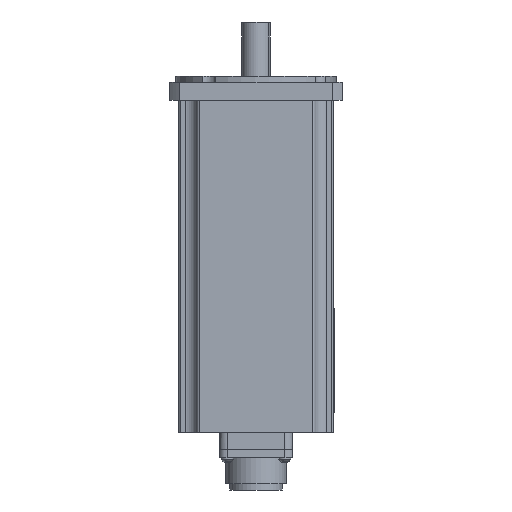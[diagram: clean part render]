
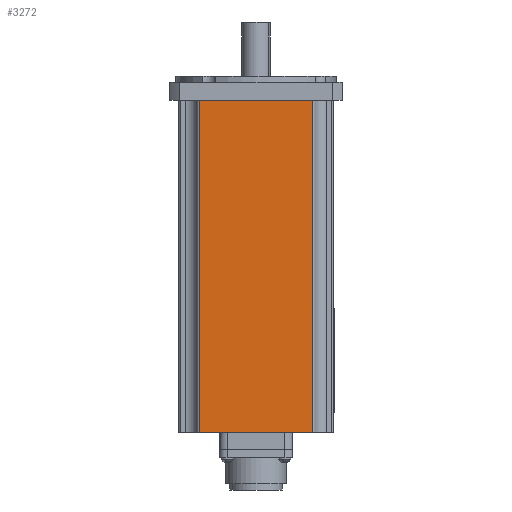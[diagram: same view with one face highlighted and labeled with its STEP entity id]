
A CAD part, front view. The second image highlights one B-rep face of the part: STEP entity #3272.
In plain terms, the highlighted planar face has unit normal (0, -1, 0).
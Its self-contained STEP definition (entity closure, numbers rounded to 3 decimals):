
#3266 = VERTEX_POINT ( 'NONE', #9675 ) ;
#3268 = EDGE_CURVE ( 'NONE', #3269, #3266, #9674, .T. ) ;
#3269 = VERTEX_POINT ( 'NONE', #9670 ) ;
#3272 = ADVANCED_FACE ( 'NONE', ( #9664 ), #9663, .T. ) ;
#3273 = EDGE_LOOP ( 'NONE', ( #3274, #3275, #3278, #3295 ) ) ;
#3274 = ORIENTED_EDGE ( 'NONE', *, *, #3268, .T. ) ;
#3275 = ORIENTED_EDGE ( 'NONE', *, *, #3276, .T. ) ;
#3276 = EDGE_CURVE ( 'NONE', #3266, #3277, #9658, .T. ) ;
#3277 = VERTEX_POINT ( 'NONE', #9654 ) ;
#3278 = ORIENTED_EDGE ( 'NONE', *, *, #3279, .T. ) ;
#3279 = EDGE_CURVE ( 'NONE', #3277, #3280, #9653, .T. ) ;
#3280 = VERTEX_POINT ( 'NONE', #9714 ) ;
#3295 = ORIENTED_EDGE ( 'NONE', *, *, #3296, .T. ) ;
#3296 = EDGE_CURVE ( 'NONE', #3280, #3269, #9689, .T. ) ;
#9653 = LINE ( 'NONE', #9717, #9716 ) ;
#9654 = CARTESIAN_POINT ( 'NONE',  ( 28.355, -38.5, -167. ) ) ;
#9655 = DIRECTION ( 'NONE',  ( 1., 0., 0. ) ) ;
#9656 = VECTOR ( 'NONE', #9655, 1000. ) ;
#9657 = CARTESIAN_POINT ( 'NONE',  ( -29.355, -38.5, -167. ) ) ;
#9658 = LINE ( 'NONE', #9657, #9656 ) ;
#9659 = DIRECTION ( 'NONE',  ( 1., 0., 0. ) ) ;
#9660 = DIRECTION ( 'NONE',  ( 0., -1., 0. ) ) ;
#9661 = CARTESIAN_POINT ( 'NONE',  ( -29.355, -38.5, -168. ) ) ;
#9662 = AXIS2_PLACEMENT_3D ( 'NONE', #9661, #9660, #9659 ) ;
#9663 = PLANE ( 'NONE',  #9662 ) ;
#9664 = FACE_OUTER_BOUND ( 'NONE', #3273, .T. ) ;
#9670 = CARTESIAN_POINT ( 'NONE',  ( -28.355, -38.5, -1. ) ) ;
#9671 = DIRECTION ( 'NONE',  ( 0., 0., -1. ) ) ;
#9672 = VECTOR ( 'NONE', #9671, 1000. ) ;
#9673 = CARTESIAN_POINT ( 'NONE',  ( -28.355, -38.5, -168. ) ) ;
#9674 = LINE ( 'NONE', #9673, #9672 ) ;
#9675 = CARTESIAN_POINT ( 'NONE',  ( -28.355, -38.5, -167. ) ) ;
#9686 = DIRECTION ( 'NONE',  ( -1., 0., 0. ) ) ;
#9687 = VECTOR ( 'NONE', #9686, 1000. ) ;
#9688 = CARTESIAN_POINT ( 'NONE',  ( -29.355, -38.5, -1. ) ) ;
#9689 = LINE ( 'NONE', #9688, #9687 ) ;
#9714 = CARTESIAN_POINT ( 'NONE',  ( 28.355, -38.5, -1. ) ) ;
#9715 = DIRECTION ( 'NONE',  ( 0., 0., 1. ) ) ;
#9716 = VECTOR ( 'NONE', #9715, 1000. ) ;
#9717 = CARTESIAN_POINT ( 'NONE',  ( 28.355, -38.5, -168. ) ) ;
